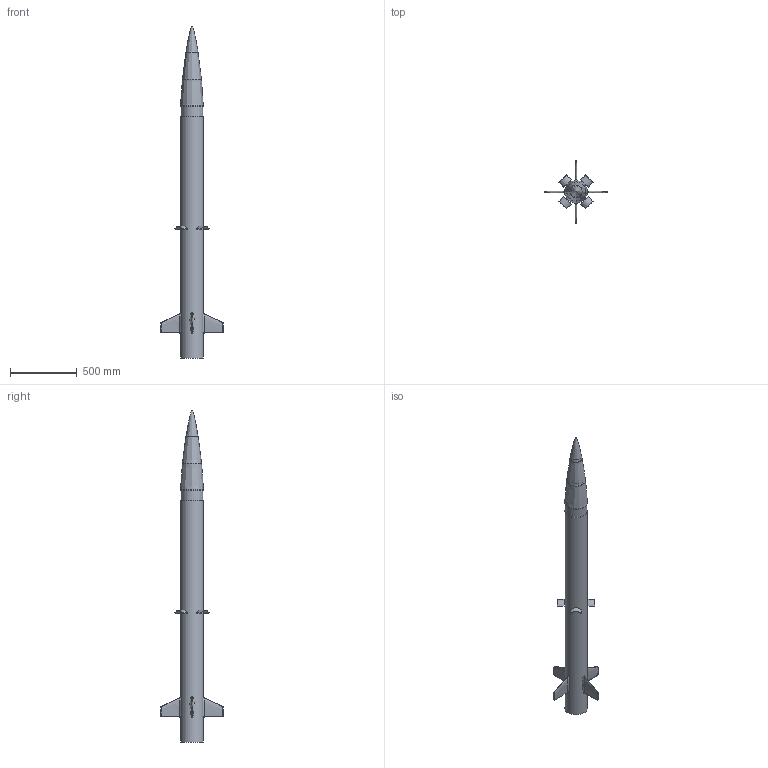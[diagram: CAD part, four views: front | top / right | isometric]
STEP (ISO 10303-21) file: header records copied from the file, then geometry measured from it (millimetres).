
FILE_DESCRIPTION (( 'STEP AP203' ), '1' );
FILE_NAME ('Hollyburn-w-AirBrake.STEP', '2018-01-28T20:16:04', ( '' ), ( '' ), 'SwSTEP 2.0', 'SolidWorks 2017', '' );
FILE_SCHEMA (( 'CONFIG_CONTROL_DESIGN' ));
Length unit declared in the file: centimetre
Products named in the file (9): Hollyburn-w-AirBrake; Fin 150_75_150 curved; foruploadairbrake; Part 1_8; Part 1_6; Part 1_9; Nosecone Assembly _1_; Part 1_7; bodytube
Assembly tree (14 placements, depth 3):
  Hollyburn-w-AirBrake
    Nosecone Assembly _1_
      Part 1_6
      Part 1_7
      Part 1_8
      Part 1_9
    bodytube
    Fin 150_75_150 curved  x4
    foruploadairbrake  x4
Bounding box: 469 x 469 x 2492.8 mm (x, y, z)
Volume: 43358158.4 mm3; surface area: 1753607.6 mm2
Topology: 13 solids, 13 shells, 109 faces, 228 edges, 142 vertices
Faces by surface type: plane 47, bspline 38, cylinder 20, cone 4
Full cylindrical faces by diameter (mm): 156 x1, 165 x1, 169 x2
Entity records: 9367 total; most frequent: CARTESIAN_POINT 7398, DIRECTION 190, ORIENTED_EDGE 138, AXIS2_PLACEMENT_3D 88, PERSON_AND_ORGANIZATION 86, DATE_AND_TIME 73, CALENDAR_DATE 73, LOCAL_TIME 73
